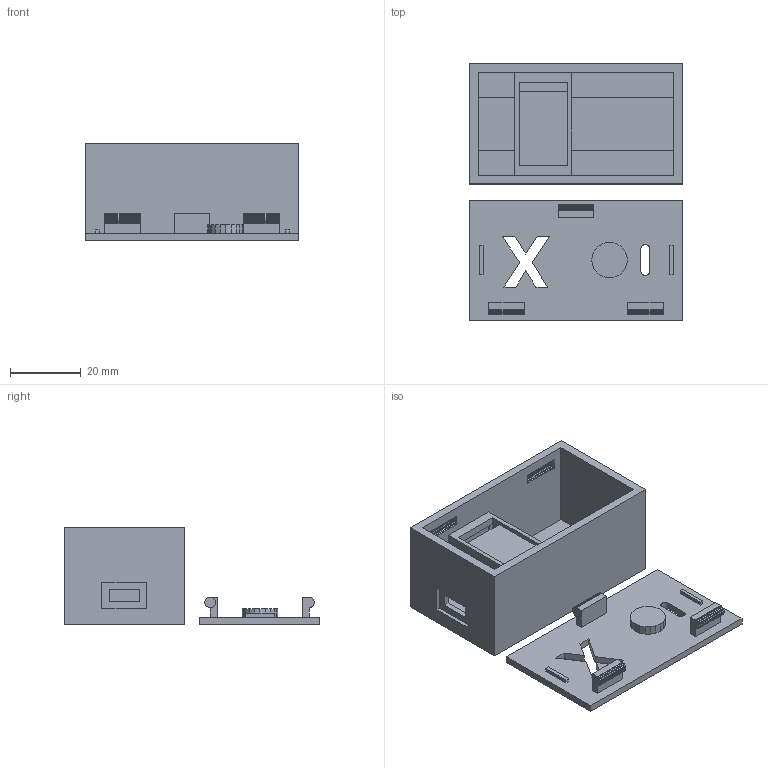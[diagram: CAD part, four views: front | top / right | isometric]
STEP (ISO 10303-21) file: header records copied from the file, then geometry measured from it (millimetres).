
FILE_DESCRIPTION(/* description */ (''),/* implementation_level */ '2;1');
FILE_NAME(/* name */ 'PoolInterfaceCase.step',/* time_stamp */ '2024-01-01T20:11:34+01:00',/* author */ (''),/* organization */ (''),/* preprocessor_version */ 'ST-DEVELOPER v20',/* originating_system */ 'Autodesk Translation Framework v12.14.0.127',/* authorisation */ '');
FILE_SCHEMA (('AUTOMOTIVE_DESIGN { 1 0 10303 214 3 1 1 }'));
Length unit declared in the file: millimetre
Products named in the file (3): PoolCase; ESP32Case; LC2
Assembly tree (2 placements, depth 2):
  PoolCase
    ESP32Case
    LC2
Bounding box: 60.5 x 72.52 x 27.5 mm (x, y, z)
Volume: 24820.2 mm3; surface area: 21639.6 mm2
Topology: 4 solids, 4 shells, 292 faces, 792 edges, 518 vertices
Faces by surface type: plane 290, cylinder 2
Entity records: 9063 total; most frequent: CARTESIAN_POINT 1607, ORIENTED_EDGE 1584, DIRECTION 1390, EDGE_CURVE 792, LINE 788, VECTOR 788, VERTEX_POINT 518, EDGE_LOOP 312
